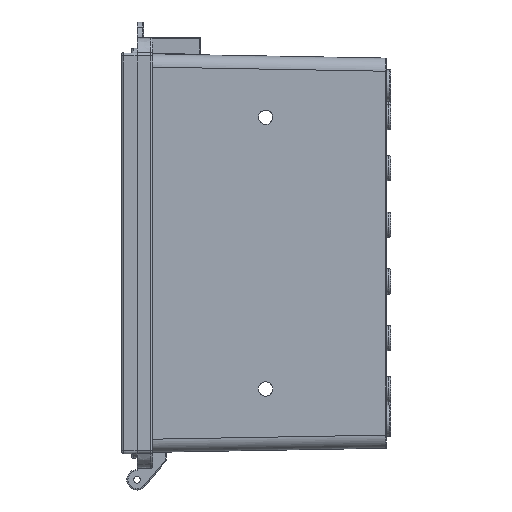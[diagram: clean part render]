
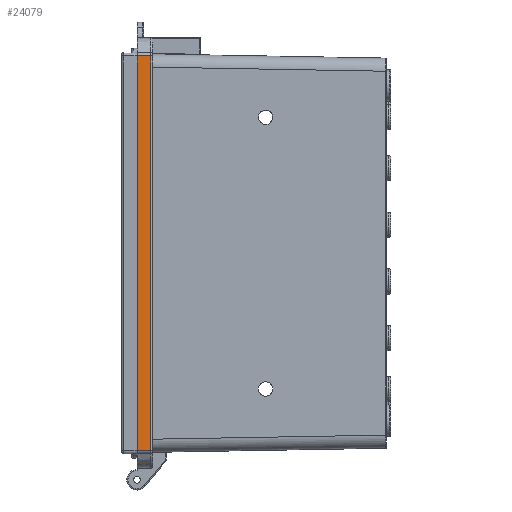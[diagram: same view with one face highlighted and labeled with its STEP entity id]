
A CAD part, left-side view. The second image highlights one B-rep face of the part: STEP entity #24079.
In plain terms, the highlighted planar face has unit normal (-1, -0.018, 0).
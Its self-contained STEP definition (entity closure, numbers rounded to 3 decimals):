
#1402=PLANE('',#26593);
#2867=FACE_OUTER_BOUND('',#4519,.T.);
#4519=EDGE_LOOP('',(#19345,#19346,#19347,#19348));
#6756=LINE('',#42228,#8527);
#6760=LINE('',#42238,#8531);
#6761=LINE('',#42241,#8532);
#6762=LINE('',#42242,#8533);
#8527=VECTOR('',#32168,1000.);
#8531=VECTOR('',#32180,1000.);
#8532=VECTOR('',#32185,1000.);
#8533=VECTOR('',#32186,1000.);
#10975=VERTEX_POINT('',#38225);
#12176=VERTEX_POINT('',#42225);
#12177=VERTEX_POINT('',#42227);
#12179=VERTEX_POINT('',#42237);
#14878=EDGE_CURVE('',#12176,#12177,#6756,.T.);
#14883=EDGE_CURVE('',#12179,#10975,#6760,.T.);
#14885=EDGE_CURVE('',#12176,#12179,#6761,.T.);
#14886=EDGE_CURVE('',#12177,#10975,#6762,.T.);
#19345=ORIENTED_EDGE('',*,*,#14878,.F.);
#19346=ORIENTED_EDGE('',*,*,#14885,.T.);
#19347=ORIENTED_EDGE('',*,*,#14883,.T.);
#19348=ORIENTED_EDGE('',*,*,#14886,.F.);
#24079=ADVANCED_FACE('',(#2867),#1402,.T.);
#26593=AXIS2_PLACEMENT_3D('',#42240,#32183,#32184);
#32168=DIRECTION('',(-0.017,1.,0.));
#32180=DIRECTION('',(-0.017,1.,0.));
#32183=DIRECTION('center_axis',(-1.,-0.017,
0.));
#32184=DIRECTION('ref_axis',(0.017,-1.,0.));
#32185=DIRECTION('',(0.,0.,1.));
#32186=DIRECTION('',(0.,0.,1.));
#38225=CARTESIAN_POINT('',(-144.2,0.,87.));
#42225=CARTESIAN_POINT('',(-144.095,-6.017,-87.));
#42227=CARTESIAN_POINT('',(-144.2,0.,-87.));
#42228=CARTESIAN_POINT('',(-144.2,0.,-87.));
#42237=CARTESIAN_POINT('',(-144.095,-6.017,87.));
#42238=CARTESIAN_POINT('',(-144.2,0.,87.));
#42240=CARTESIAN_POINT('Origin',(-144.2,0.,-87.));
#42241=CARTESIAN_POINT('',(-144.095,-6.017,-87.));
#42242=CARTESIAN_POINT('',(-144.2,0.,-87.));
